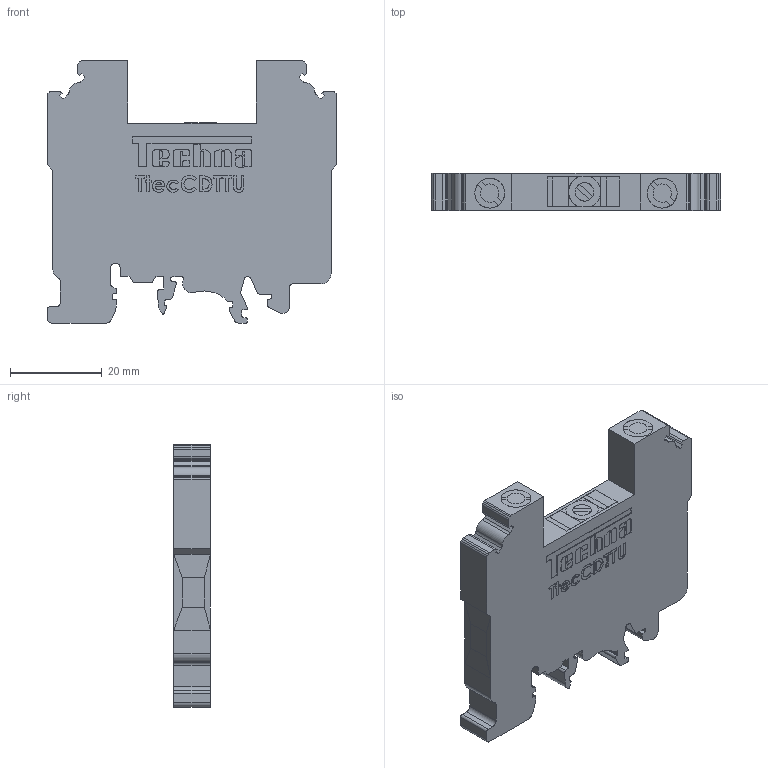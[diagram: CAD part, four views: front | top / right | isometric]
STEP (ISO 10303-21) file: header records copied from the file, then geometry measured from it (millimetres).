
FILE_DESCRIPTION (( 'STEP AP214' ), '1' );
FILE_NAME ('TtecCDTTU.STEP', '2020-10-19T10:25:28', ( '' ), ( '' ), 'SwSTEP 2.0', 'SolidWorks 2020', '' );
FILE_SCHEMA (( 'AUTOMOTIVE_DESIGN' ));
Length unit declared in the file: millimetre
Products named in the file (1): TtecCDTTU
Bounding box: 63 x 8 x 57 mm (x, y, z)
Volume: 21529.7 mm3; surface area: 8141 mm2
Topology: 1 solids, 1 shells, 713 faces, 1976 edges, 1307 vertices
Faces by surface type: plane 432, cylinder 213, bspline 68
Entity records: 32097 total; most frequent: CARTESIAN_POINT 8641, ORIENTED_EDGE 3952, DIRECTION 3571, EDGE_CURVE 1976, VECTOR 1401, LINE 1401, VERTEX_POINT 1307, AXIS2_PLACEMENT_3D 1085
